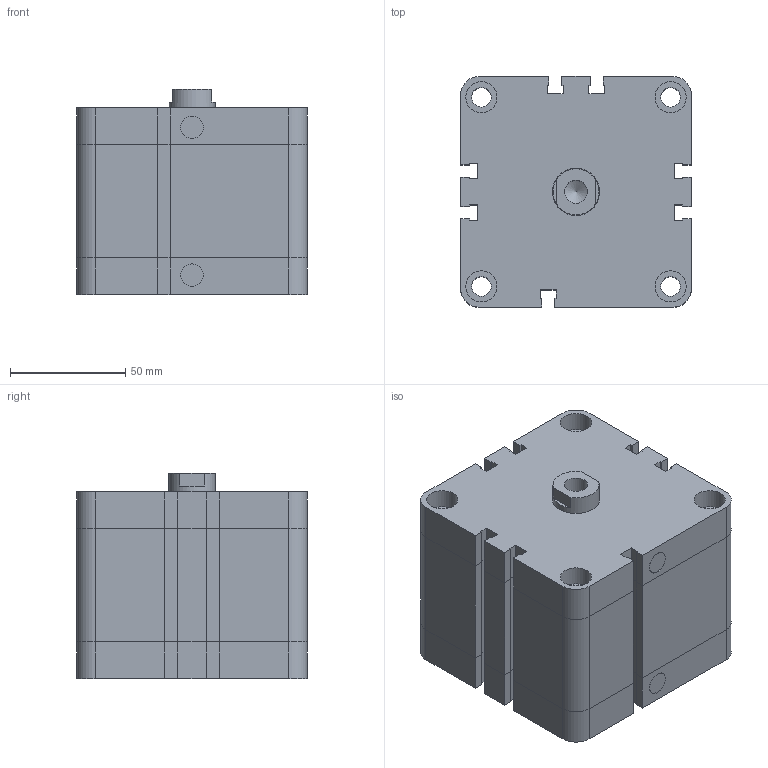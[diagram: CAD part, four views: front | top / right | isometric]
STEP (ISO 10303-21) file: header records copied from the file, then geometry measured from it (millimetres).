
FILE_DESCRIPTION(/* description */ (''),/* implementation_level */ '2;1');
FILE_NAME(/* name */ 'nxd_80-25.stp',/* time_stamp */ '2017-02-28T10:24:01+01:00',/* author */ ('hamoud'),/* organization */ (''),/* preprocessor_version */ 'ST-DEVELOPER v15.6',/* originating_system */ 'Autodesk Inventor LT ',/* authorisation */ '');
FILE_SCHEMA (('AUTOMOTIVE_DESIGN { 1 0 10303 214 3 1 1 }'));
Length unit declared in the file: millimetre
Products named in the file (1): NXD-080-025-210-Airtec
Bounding box: 100 x 100 x 89 mm (x, y, z)
Volume: 763755.2 mm3; surface area: 112034.5 mm2
Topology: 4 solids, 4 shells, 242 faces, 668 edges, 445 vertices
Faces by surface type: plane 203, cylinder 38, cone 1
Full cylindrical faces by diameter (mm): 8 x1, 8.5 x12, 9.7 x2, 10 x1, 13.5 x8, 20 x1, 20.5 x1
Entity records: 7543 total; most frequent: CARTESIAN_POINT 1325, ORIENTED_EDGE 1278, DIRECTION 1204, EDGE_CURVE 639, LINE 560, VECTOR 560, VERTEX_POINT 443, AXIS2_PLACEMENT_3D 322
